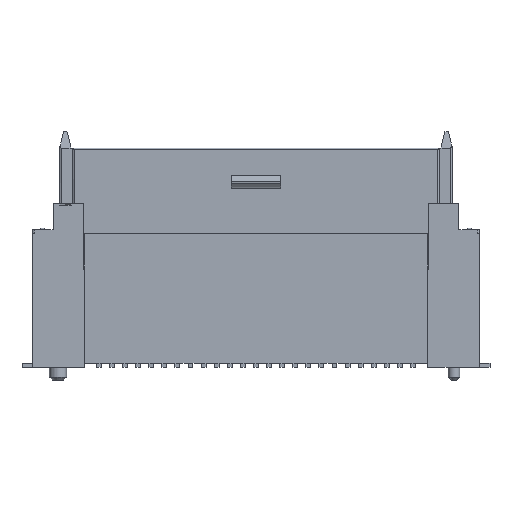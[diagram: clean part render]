
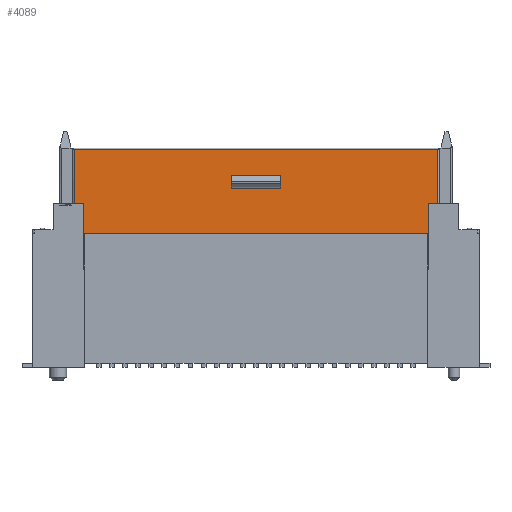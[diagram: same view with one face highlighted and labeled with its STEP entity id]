
A CAD part, front view. The second image highlights one B-rep face of the part: STEP entity #4089.
In plain terms, the highlighted planar face has unit normal (0, -1, 0).
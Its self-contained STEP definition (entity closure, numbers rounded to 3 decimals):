
#239=CARTESIAN_POINT('',(-12.55,-2.175,1.05));
#240=VERTEX_POINT('',#239);
#247=CARTESIAN_POINT('',(-12.55,-2.175,4.8));
#248=VERTEX_POINT('',#247);
#249=CARTESIAN_POINT('',(-12.55,-2.175,1.05));
#250=DIRECTION('',(0.,0.,1.));
#251=VECTOR('',#250,3.75);
#252=LINE('',#249,#251);
#253=EDGE_CURVE('',#240,#248,#252,.T.);
#465=CARTESIAN_POINT('',(-13.1,-2.175,4.8));
#466=VERTEX_POINT('',#465);
#467=CARTESIAN_POINT('',(-12.55,-2.175,4.8));
#468=DIRECTION('',(-1.,0.,0.));
#469=VECTOR('',#468,0.55);
#470=LINE('',#467,#469);
#471=EDGE_CURVE('',#248,#466,#470,.T.);
#651=CARTESIAN_POINT('',(-13.1,-2.175,8.1));
#652=VERTEX_POINT('',#651);
#653=CARTESIAN_POINT('',(-13.1,-2.175,8.1));
#654=DIRECTION('',(0.,0.,-1.));
#655=VECTOR('',#654,3.3);
#656=LINE('',#653,#655);
#657=EDGE_CURVE('',#652,#466,#656,.T.);
#2604=CARTESIAN_POINT('',(-0.5,-2.175,6.529));
#2605=VERTEX_POINT('',#2604);
#2630=CARTESIAN_POINT('',(-0.5,-2.175,5.707));
#2631=VERTEX_POINT('',#2630);
#2639=CARTESIAN_POINT('',(-0.5,-2.175,6.529));
#2640=DIRECTION('',(0.,0.,-1.));
#2641=VECTOR('',#2640,0.822);
#2642=LINE('',#2639,#2641);
#2643=EDGE_CURVE('',#2605,#2631,#2642,.T.);
#2655=CARTESIAN_POINT('',(-3.5,-2.175,5.707));
#2656=VERTEX_POINT('',#2655);
#2664=CARTESIAN_POINT('',(-0.5,-2.175,5.707));
#2665=DIRECTION('',(-1.,0.,0.));
#2666=VECTOR('',#2665,3.);
#2667=LINE('',#2664,#2666);
#2668=EDGE_CURVE('',#2631,#2656,#2667,.T.);
#2685=CARTESIAN_POINT('',(-3.5,-2.175,6.529));
#2686=VERTEX_POINT('',#2685);
#2687=CARTESIAN_POINT('',(-3.5,-2.175,5.707));
#2688=DIRECTION('',(0.,0.,1.));
#2689=VECTOR('',#2688,0.822);
#2690=LINE('',#2687,#2689);
#2691=EDGE_CURVE('',#2656,#2686,#2690,.T.);
#2732=CARTESIAN_POINT('',(-3.5,-2.175,6.529));
#2733=DIRECTION('',(1.,0.,0.));
#2734=VECTOR('',#2733,3.);
#2735=LINE('',#2732,#2734);
#2736=EDGE_CURVE('',#2686,#2605,#2735,.T.);
#2755=CARTESIAN_POINT('',(9.1,-2.175,8.1));
#2756=VERTEX_POINT('',#2755);
#2757=CARTESIAN_POINT('',(9.1,-2.175,8.1));
#2758=DIRECTION('',(-1.,0.,0.));
#2759=VECTOR('',#2758,22.2);
#2760=LINE('',#2757,#2759);
#2761=EDGE_CURVE('',#2756,#652,#2760,.T.);
#3061=CARTESIAN_POINT('',(8.55,-2.175,4.8));
#3062=VERTEX_POINT('',#3061);
#3069=CARTESIAN_POINT('',(8.55,-2.175,1.05));
#3070=VERTEX_POINT('',#3069);
#3071=CARTESIAN_POINT('',(8.55,-2.175,1.05));
#3072=DIRECTION('',(0.,0.,1.));
#3073=VECTOR('',#3072,3.75);
#3074=LINE('',#3071,#3073);
#3075=EDGE_CURVE('',#3070,#3062,#3074,.T.);
#3174=CARTESIAN_POINT('',(9.1,-2.175,4.8));
#3175=VERTEX_POINT('',#3174);
#3183=CARTESIAN_POINT('',(8.55,-2.175,4.8));
#3184=DIRECTION('',(1.,0.,0.));
#3185=VECTOR('',#3184,0.55);
#3186=LINE('',#3183,#3185);
#3187=EDGE_CURVE('',#3062,#3175,#3186,.T.);
#3715=CARTESIAN_POINT('',(9.1,-2.175,4.8));
#3716=DIRECTION('',(0.,0.,1.));
#3717=VECTOR('',#3716,3.3);
#3718=LINE('',#3715,#3717);
#3719=EDGE_CURVE('',#3175,#2756,#3718,.T.);
#4021=CARTESIAN_POINT('',(-12.5,-2.175,1.05));
#4022=VERTEX_POINT('',#4021);
#4029=CARTESIAN_POINT('',(-12.5,-2.175,1.05));
#4030=DIRECTION('',(-1.,0.,0.));
#4031=VECTOR('',#4030,0.05);
#4032=LINE('',#4029,#4031);
#4033=EDGE_CURVE('',#4022,#240,#4032,.T.);
#4038=CARTESIAN_POINT('',(-2.,-2.175,4.575));
#4039=DIRECTION('',(-1.,0.,0.));
#4040=DIRECTION('',(-0.,-1.,-0.));
#4041=AXIS2_PLACEMENT_3D('',#4038,#4040,#4039);
#4042=PLANE('',#4041);
#4043=ORIENTED_EDGE('',*,*,#657,.T.);
#4044=ORIENTED_EDGE('',*,*,#471,.F.);
#4045=ORIENTED_EDGE('',*,*,#253,.F.);
#4046=ORIENTED_EDGE('',*,*,#4033,.F.);
#4047=CARTESIAN_POINT('',(-12.5,-2.175,3.));
#4048=VERTEX_POINT('',#4047);
#4049=CARTESIAN_POINT('',(-12.5,-2.175,3.));
#4050=DIRECTION('',(0.,0.,-1.));
#4051=VECTOR('',#4050,1.95);
#4052=LINE('',#4049,#4051);
#4053=EDGE_CURVE('',#4048,#4022,#4052,.T.);
#4054=ORIENTED_EDGE('',*,*,#4053,.F.);
#4055=CARTESIAN_POINT('',(8.5,-2.175,3.));
#4056=VERTEX_POINT('',#4055);
#4057=CARTESIAN_POINT('',(8.5,-2.175,3.));
#4058=DIRECTION('',(-1.,0.,0.));
#4059=VECTOR('',#4058,21.);
#4060=LINE('',#4057,#4059);
#4061=EDGE_CURVE('',#4056,#4048,#4060,.T.);
#4062=ORIENTED_EDGE('',*,*,#4061,.F.);
#4063=CARTESIAN_POINT('',(8.5,-2.175,1.05));
#4064=VERTEX_POINT('',#4063);
#4065=CARTESIAN_POINT('',(8.5,-2.175,1.05));
#4066=DIRECTION('',(0.,0.,1.));
#4067=VECTOR('',#4066,1.95);
#4068=LINE('',#4065,#4067);
#4069=EDGE_CURVE('',#4064,#4056,#4068,.T.);
#4070=ORIENTED_EDGE('',*,*,#4069,.F.);
#4071=CARTESIAN_POINT('',(8.5,-2.175,1.05));
#4072=DIRECTION('',(1.,0.,0.));
#4073=VECTOR('',#4072,0.05);
#4074=LINE('',#4071,#4073);
#4075=EDGE_CURVE('',#4064,#3070,#4074,.T.);
#4076=ORIENTED_EDGE('',*,*,#4075,.T.);
#4077=ORIENTED_EDGE('',*,*,#3075,.T.);
#4078=ORIENTED_EDGE('',*,*,#3187,.T.);
#4079=ORIENTED_EDGE('',*,*,#3719,.T.);
#4080=ORIENTED_EDGE('',*,*,#2761,.T.);
#4081=EDGE_LOOP('',(#4043,#4044,#4045,#4046,#4054,#4062,#4070,#4076,#4077,#4078,#4079,#4080));
#4082=FACE_OUTER_BOUND('',#4081,.T.);
#4083=ORIENTED_EDGE('',*,*,#2643,.T.);
#4084=ORIENTED_EDGE('',*,*,#2668,.T.);
#4085=ORIENTED_EDGE('',*,*,#2691,.T.);
#4086=ORIENTED_EDGE('',*,*,#2736,.T.);
#4087=EDGE_LOOP('',(#4083,#4084,#4085,#4086));
#4088=FACE_BOUND('',#4087,.T.);
#4089=ADVANCED_FACE('',(#4082,#4088),#4042,.T.);
